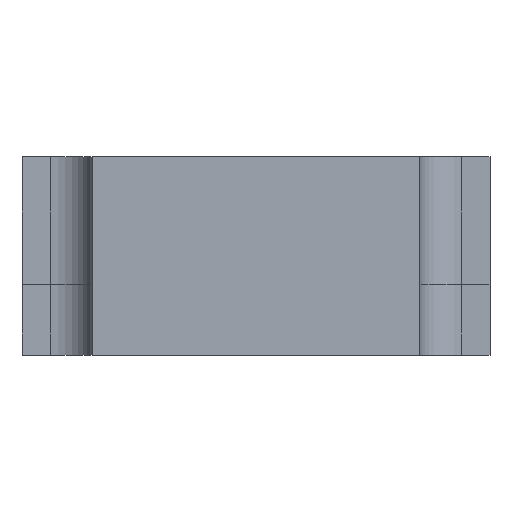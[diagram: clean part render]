
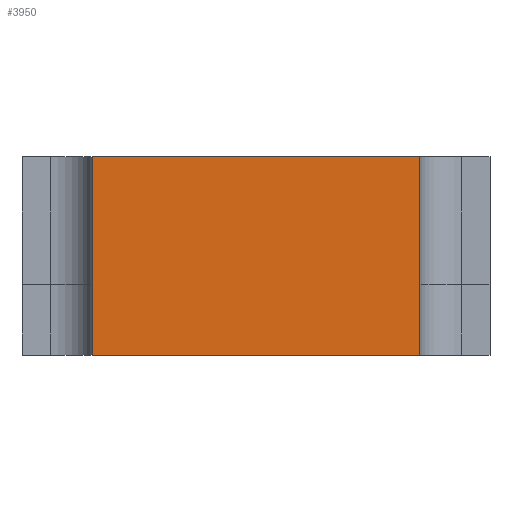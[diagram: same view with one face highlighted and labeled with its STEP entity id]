
A CAD part, front view. The second image highlights one B-rep face of the part: STEP entity #3950.
In plain terms, the highlighted planar face has unit normal (0, -1, 0).
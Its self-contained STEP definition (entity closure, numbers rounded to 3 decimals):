
#44 = PLANE('',#45);
#45 = AXIS2_PLACEMENT_3D('',#46,#47,#48);
#46 = CARTESIAN_POINT('',(0.,7.5,0.));
#47 = DIRECTION('',(-0.,-0.,-1.));
#48 = DIRECTION('',(-1.,0.,0.));
#100 = PLANE('',#101);
#101 = AXIS2_PLACEMENT_3D('',#102,#103,#104);
#102 = CARTESIAN_POINT('',(0.,7.5,14.));
#103 = DIRECTION('',(-0.,-0.,-1.));
#104 = DIRECTION('',(-1.,0.,0.));
#469 = VERTEX_POINT('',#470);
#470 = CARTESIAN_POINT('',(11.5,-21.,0.));
#484 = PLANE('',#485);
#485 = AXIS2_PLACEMENT_3D('',#486,#487,#488);
#486 = CARTESIAN_POINT('',(11.5,-4.,14.));
#487 = DIRECTION('',(-1.,0.,0.));
#488 = DIRECTION('',(0.,-1.,0.));
#496 = EDGE_CURVE('',#469,#497,#499,.T.);
#497 = VERTEX_POINT('',#498);
#498 = CARTESIAN_POINT('',(-11.5,-21.,0.));
#499 = SURFACE_CURVE('',#500,(#504,#511),.PCURVE_S1.);
#500 = LINE('',#501,#502);
#501 = CARTESIAN_POINT('',(16.5,-21.,0.));
#502 = VECTOR('',#503,1.);
#503 = DIRECTION('',(-1.,0.,0.));
#504 = PCURVE('',#44,#505);
#505 = DEFINITIONAL_REPRESENTATION('',(#506),#510);
#506 = LINE('',#507,#508);
#507 = CARTESIAN_POINT('',(-16.5,-28.5));
#508 = VECTOR('',#509,1.);
#509 = DIRECTION('',(1.,0.));
#510 = ( GEOMETRIC_REPRESENTATION_CONTEXT(2) 
PARAMETRIC_REPRESENTATION_CONTEXT() REPRESENTATION_CONTEXT('2D SPACE',''
  ) );
#511 = PCURVE('',#512,#517);
#512 = PLANE('',#513);
#513 = AXIS2_PLACEMENT_3D('',#514,#515,#516);
#514 = CARTESIAN_POINT('',(16.5,-21.,0.));
#515 = DIRECTION('',(0.,-1.,0.));
#516 = DIRECTION('',(-1.,0.,0.));
#517 = DEFINITIONAL_REPRESENTATION('',(#518),#522);
#518 = LINE('',#519,#520);
#519 = CARTESIAN_POINT('',(0.,-0.));
#520 = VECTOR('',#521,1.);
#521 = DIRECTION('',(1.,0.));
#522 = ( GEOMETRIC_REPRESENTATION_CONTEXT(2) 
PARAMETRIC_REPRESENTATION_CONTEXT() REPRESENTATION_CONTEXT('2D SPACE',''
  ) );
#540 = PLANE('',#541);
#541 = AXIS2_PLACEMENT_3D('',#542,#543,#544);
#542 = CARTESIAN_POINT('',(-11.5,-4.,14.));
#543 = DIRECTION('',(-1.,0.,0.));
#544 = DIRECTION('',(0.,-1.,0.));
#2412 = VERTEX_POINT('',#2413);
#2413 = CARTESIAN_POINT('',(11.5,-21.,14.));
#2434 = EDGE_CURVE('',#2412,#2435,#2437,.T.);
#2435 = VERTEX_POINT('',#2436);
#2436 = CARTESIAN_POINT('',(-11.5,-21.,14.));
#2437 = SURFACE_CURVE('',#2438,(#2442,#2449),.PCURVE_S1.);
#2438 = LINE('',#2439,#2440);
#2439 = CARTESIAN_POINT('',(16.5,-21.,14.));
#2440 = VECTOR('',#2441,1.);
#2441 = DIRECTION('',(-1.,0.,0.));
#2442 = PCURVE('',#100,#2443);
#2443 = DEFINITIONAL_REPRESENTATION('',(#2444),#2448);
#2444 = LINE('',#2445,#2446);
#2445 = CARTESIAN_POINT('',(-16.5,-28.5));
#2446 = VECTOR('',#2447,1.);
#2447 = DIRECTION('',(1.,0.));
#2448 = ( GEOMETRIC_REPRESENTATION_CONTEXT(2) 
PARAMETRIC_REPRESENTATION_CONTEXT() REPRESENTATION_CONTEXT('2D SPACE',''
  ) );
#2449 = PCURVE('',#512,#2450);
#2450 = DEFINITIONAL_REPRESENTATION('',(#2451),#2455);
#2451 = LINE('',#2452,#2453);
#2452 = CARTESIAN_POINT('',(0.,-14.));
#2453 = VECTOR('',#2454,1.);
#2454 = DIRECTION('',(1.,0.));
#2455 = ( GEOMETRIC_REPRESENTATION_CONTEXT(2) 
PARAMETRIC_REPRESENTATION_CONTEXT() REPRESENTATION_CONTEXT('2D SPACE',''
  ) );
#3899 = EDGE_CURVE('',#2435,#497,#3900,.T.);
#3900 = SURFACE_CURVE('',#3901,(#3905,#3912),.PCURVE_S1.);
#3901 = LINE('',#3902,#3903);
#3902 = CARTESIAN_POINT('',(-11.5,-21.,7.));
#3903 = VECTOR('',#3904,1.);
#3904 = DIRECTION('',(-0.,-0.,-1.));
#3905 = PCURVE('',#540,#3906);
#3906 = DEFINITIONAL_REPRESENTATION('',(#3907),#3911);
#3907 = LINE('',#3908,#3909);
#3908 = CARTESIAN_POINT('',(17.,-7.));
#3909 = VECTOR('',#3910,1.);
#3910 = DIRECTION('',(0.,-1.));
#3911 = ( GEOMETRIC_REPRESENTATION_CONTEXT(2) 
PARAMETRIC_REPRESENTATION_CONTEXT() REPRESENTATION_CONTEXT('2D SPACE',''
  ) );
#3912 = PCURVE('',#512,#3913);
#3913 = DEFINITIONAL_REPRESENTATION('',(#3914),#3918);
#3914 = LINE('',#3915,#3916);
#3915 = CARTESIAN_POINT('',(28.,-7.));
#3916 = VECTOR('',#3917,1.);
#3917 = DIRECTION('',(0.,1.));
#3918 = ( GEOMETRIC_REPRESENTATION_CONTEXT(2) 
PARAMETRIC_REPRESENTATION_CONTEXT() REPRESENTATION_CONTEXT('2D SPACE',''
  ) );
#3950 = ADVANCED_FACE('',(#3951),#512,.T.);
#3951 = FACE_BOUND('',#3952,.T.);
#3952 = EDGE_LOOP('',(#3953,#3954,#3975,#3976));
#3953 = ORIENTED_EDGE('',*,*,#496,.F.);
#3954 = ORIENTED_EDGE('',*,*,#3955,.F.);
#3955 = EDGE_CURVE('',#2412,#469,#3956,.T.);
#3956 = SURFACE_CURVE('',#3957,(#3961,#3968),.PCURVE_S1.);
#3957 = LINE('',#3958,#3959);
#3958 = CARTESIAN_POINT('',(11.5,-21.,7.));
#3959 = VECTOR('',#3960,1.);
#3960 = DIRECTION('',(-0.,-0.,-1.));
#3961 = PCURVE('',#512,#3962);
#3962 = DEFINITIONAL_REPRESENTATION('',(#3963),#3967);
#3963 = LINE('',#3964,#3965);
#3964 = CARTESIAN_POINT('',(5.,-7.));
#3965 = VECTOR('',#3966,1.);
#3966 = DIRECTION('',(0.,1.));
#3967 = ( GEOMETRIC_REPRESENTATION_CONTEXT(2) 
PARAMETRIC_REPRESENTATION_CONTEXT() REPRESENTATION_CONTEXT('2D SPACE',''
  ) );
#3968 = PCURVE('',#484,#3969);
#3969 = DEFINITIONAL_REPRESENTATION('',(#3970),#3974);
#3970 = LINE('',#3971,#3972);
#3971 = CARTESIAN_POINT('',(17.,-7.));
#3972 = VECTOR('',#3973,1.);
#3973 = DIRECTION('',(0.,-1.));
#3974 = ( GEOMETRIC_REPRESENTATION_CONTEXT(2) 
PARAMETRIC_REPRESENTATION_CONTEXT() REPRESENTATION_CONTEXT('2D SPACE',''
  ) );
#3975 = ORIENTED_EDGE('',*,*,#2434,.T.);
#3976 = ORIENTED_EDGE('',*,*,#3899,.T.);
